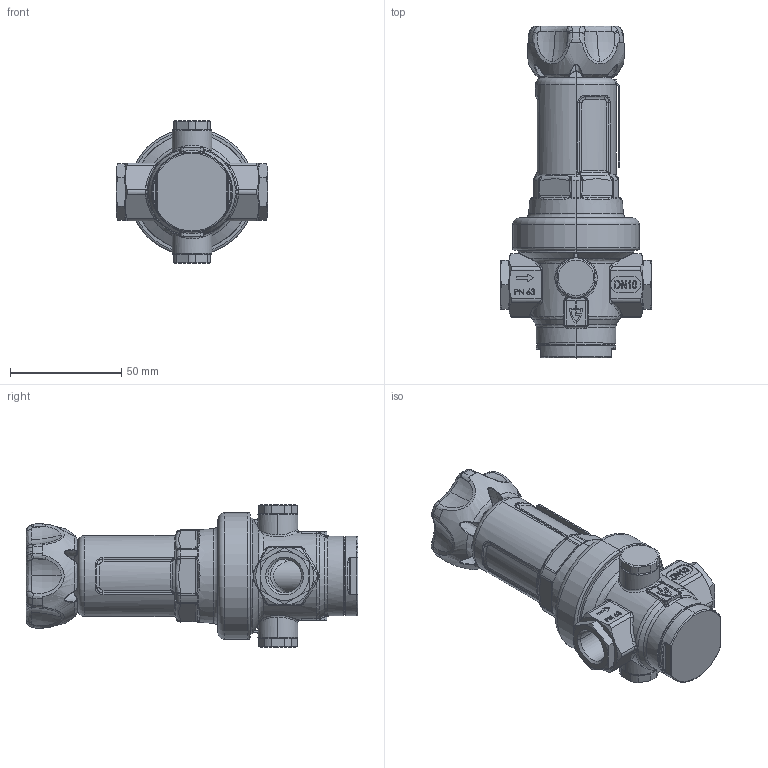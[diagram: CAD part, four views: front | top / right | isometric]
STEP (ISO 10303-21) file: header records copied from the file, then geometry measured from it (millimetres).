
FILE_DESCRIPTION (( 'STEP AP214' ), '1' );
FILE_NAME ('484-10-f+f-10+10.STEP', '2015-11-27T07:14:46', ( '' ), ( '' ), 'SwSTEP 2.0', 'SolidWorks 2014', '' );
FILE_SCHEMA (( 'AUTOMOTIVE_DESIGN' ));
Length unit declared in the file: millimetre
Products named in the file (1): 484-10-f+f-10+10
Bounding box: 68 x 149.4 x 64 mm (x, y, z)
Volume: 132053.6 mm3; surface area: 73820.3 mm2
Topology: 13 solids, 13 shells, 2096 faces, 5154 edges, 3098 vertices
Faces by surface type: bspline 711, plane 557, cylinder 437, cone 213, torus 142, sphere 36
Entity records: 129729 total; most frequent: CARTESIAN_POINT 63244, ORIENTED_EDGE 10176, DIRECTION 7162, EDGE_CURVE 5088, VERTEX_POINT 3098, AXIS2_PLACEMENT_3D 2740, EDGE_LOOP 2206, UNCERTAINTY_MEASURE_WITH_UNIT 2111
